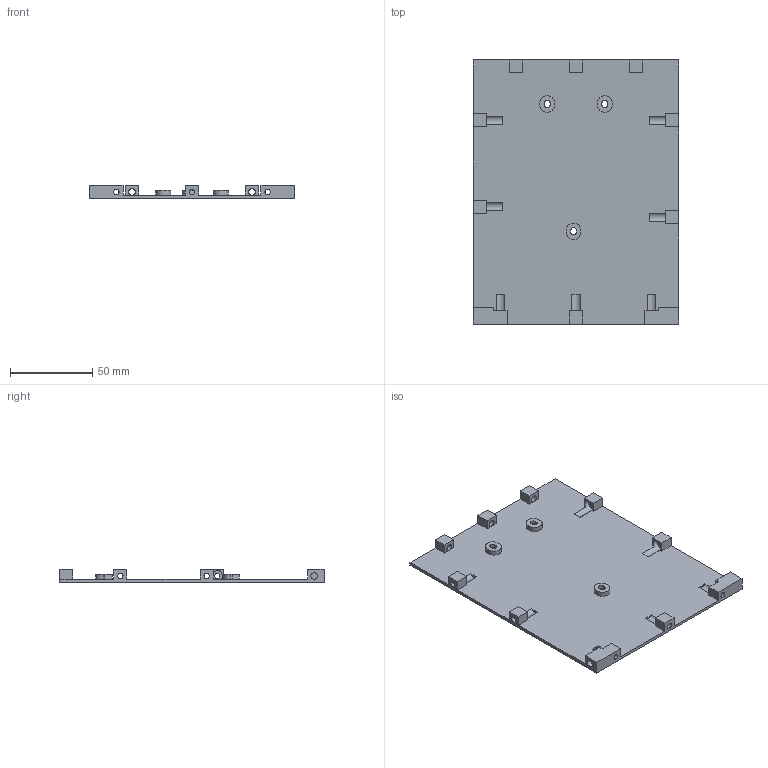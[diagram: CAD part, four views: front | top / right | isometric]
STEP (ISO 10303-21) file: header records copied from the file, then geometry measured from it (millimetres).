
FILE_DESCRIPTION(/* description */ (''),/* implementation_level */ '2;1');
FILE_NAME(/* name */ '01-36-01 Center front.step',/* time_stamp */ '2024-08-03T18:27:56+02:00',/* author */ (''),/* organization */ (''),/* preprocessor_version */ 'ST-DEVELOPER v20',/* originating_system */ 'Autodesk Translation Framework v13.14.0.145',/* authorisation */ '');
FILE_SCHEMA (('AUTOMOTIVE_DESIGN { 1 0 10303 214 3 1 1 }'));
Length unit declared in the file: millimetre
Products named in the file (1): 01-36-01 Center front
Bounding box: 125 x 160.8 x 8 mm (x, y, z)
Volume: 43747 mm3; surface area: 45420.9 mm2
Topology: 1 solids, 1 shells, 132 faces, 377 edges, 248 vertices
Faces by surface type: plane 95, cylinder 37
Full cylindrical faces by diameter (mm): 3.2 x7, 4.1 x5, 6.5 x7
Entity records: 4396 total; most frequent: CARTESIAN_POINT 758, ORIENTED_EDGE 754, DIRECTION 745, EDGE_CURVE 377, LINE 275, VECTOR 275, VERTEX_POINT 248, AXIS2_PLACEMENT_3D 235
